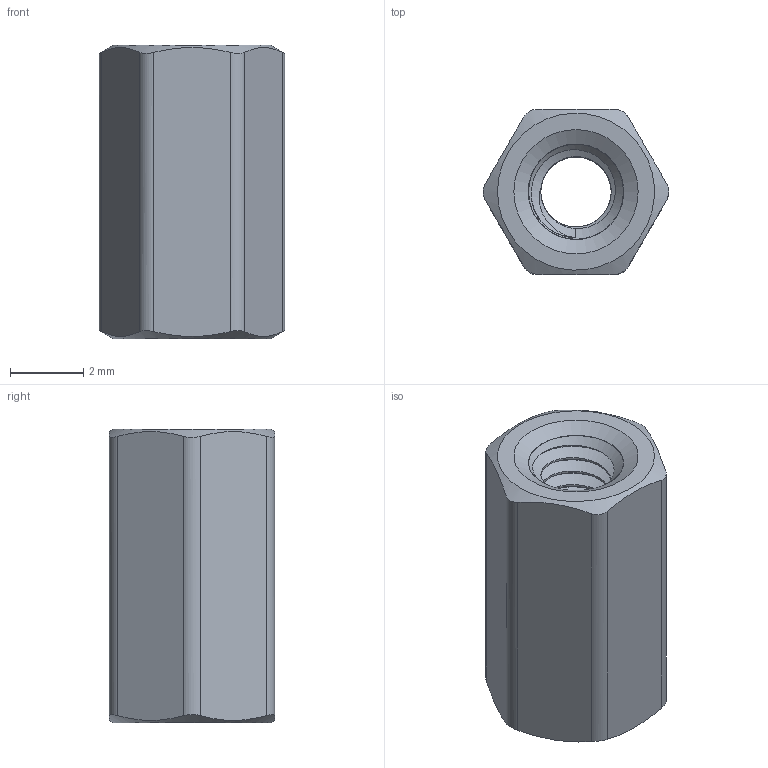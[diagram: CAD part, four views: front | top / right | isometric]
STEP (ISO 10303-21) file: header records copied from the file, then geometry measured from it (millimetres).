
FILE_DESCRIPTION(/* description */ (''),/* implementation_level */ '2;1');
FILE_NAME(/* name */ '94868A163_Female Threaded Hex Standoff_ipt_cf98fe8d.STEP',/* time_stamp */ '2024-05-28T14:29:20+01:00',/* author */ ('rlndo'),/* organization */ (''),/* preprocessor_version */ 'ST-DEVELOPER v16.13',/* originating_system */ 'Autodesk Inventor 2018',/* authorisation */ '');
FILE_SCHEMA (('AUTOMOTIVE_DESIGN { 1 0 10303 214 3 1 1 }'));
Length unit declared in the file: millimetre
Products named in the file (1): 94868A163_Female Threaded Hex Standoff
Bounding box: 5.06 x 4.5 x 8 mm (x, y, z)
Volume: 107.1 mm3; surface area: 236.2 mm2
Topology: 1 solids, 1 shells, 30 faces, 76 edges, 50 vertices
Faces by surface type: plane 10, cylinder 8, cone 8, bspline 4
Entity records: 4576 total; most frequent: CARTESIAN_POINT 3979, ORIENTED_EDGE 124, DIRECTION 88, EDGE_CURVE 62, VERTEX_POINT 44, EDGE_LOOP 38, AXIS2_PLACEMENT_3D 37, FACE_OUTER_BOUND 28
